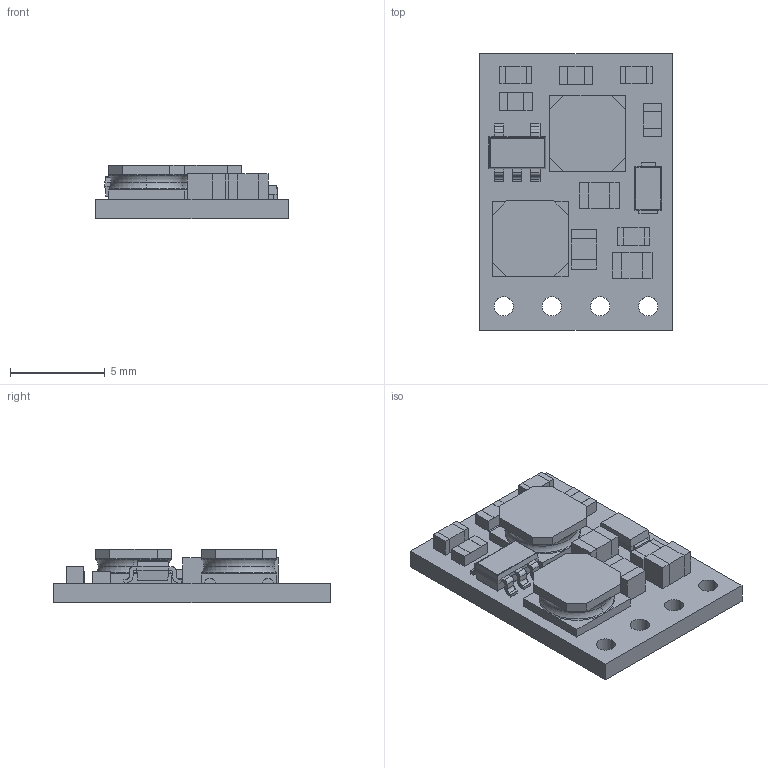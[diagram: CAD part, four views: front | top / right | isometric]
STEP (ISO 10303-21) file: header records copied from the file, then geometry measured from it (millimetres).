
FILE_DESCRIPTION (( 'STEP AP214' ), '1' );
FILE_NAME ('pololu-5v-step-up-step-down-voltage-regulator-s10v4f5.STEP', '2018-11-02T18:44:33', ( '' ), ( '' ), 'SwSTEP 2.0', 'SolidWorks 2016', '' );
FILE_SCHEMA (( 'AUTOMOTIVE_DESIGN' ));
Length unit declared in the file: millimetre
Products named in the file (1): pololu-5v-step-up-step-down-voltage-regulator-s10v4f5
Bounding box: 10.16 x 14.61 x 2.82 mm (x, y, z)
Volume: 223.4 mm3; surface area: 501.3 mm2
Topology: 1 solids, 1 shells, 682 faces, 1812 edges, 1176 vertices
Faces by surface type: plane 470, bspline 148, cylinder 52, torus 8, cone 4
Entity records: 33540 total; most frequent: CARTESIAN_POINT 10127, ORIENTED_EDGE 3624, DIRECTION 2630, EDGE_CURVE 1812, VECTOR 1328, LINE 1328, VERTEX_POINT 1176, EDGE_LOOP 746
